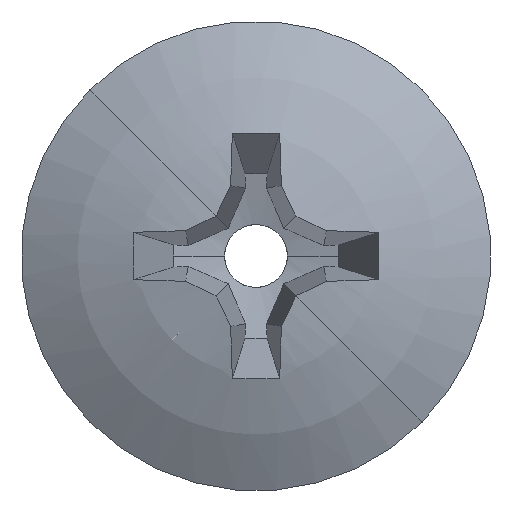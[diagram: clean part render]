
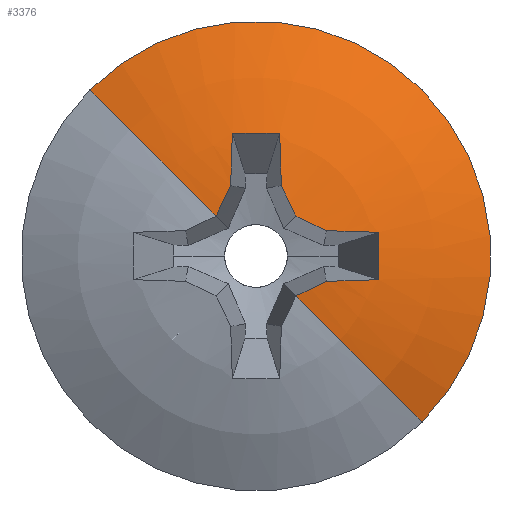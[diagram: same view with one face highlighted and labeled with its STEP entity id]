
A CAD part, left-side view. The second image highlights one B-rep face of the part: STEP entity #3376.
In plain terms, the highlighted spherical face has radius 7.673 mm.
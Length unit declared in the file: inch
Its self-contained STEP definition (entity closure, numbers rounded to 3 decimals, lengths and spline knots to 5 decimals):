
#1231=CARTESIAN_POINT('',(0.1921,0.,0.));
#1232=DIRECTION('',(0.,0.,-1.));
#1233=DIRECTION('',(-0.854,-0.52,0.));
#1234=AXIS2_PLACEMENT_3D('',#1231,#1232,#1233);
#1241=CARTESIAN_POINT('',(0.1921,0.,0.));
#1242=DIRECTION('',(0.,0.,1.));
#1243=DIRECTION('',(-0.854,0.52,0.));
#1244=AXIS2_PLACEMENT_3D('',#1241,#1242,#1243);
#1373=CARTESIAN_POINT('',(-0.10583,-0.04524,
0.02135));
#1374=CARTESIAN_POINT('',(-0.10594,-0.04492,
0.02043));
#1375=CARTESIAN_POINT('',(-0.10616,-0.04429,
0.01861));
#1376=CARTESIAN_POINT('',(-0.10645,-0.04335,
0.0159));
#1377=CARTESIAN_POINT('',(-0.10672,-0.04241,
0.01321));
#1378=CARTESIAN_POINT('',(-0.10696,-0.04148,
0.01055));
#1379=CARTESIAN_POINT('',(-0.10717,-0.04055,
0.00791));
#1380=CARTESIAN_POINT('',(-0.10735,-0.03962,
0.00528));
#1381=CARTESIAN_POINT('',(-0.10751,-0.03869,
0.00264));
#1382=CARTESIAN_POINT('',(-0.10759,-0.03806,
0.00088));
#1383=CARTESIAN_POINT('',(-0.10763,-0.03774,0.));
#1385=CARTESIAN_POINT('',(0.18835,0.01828,
0.01828));
#1386=DIRECTION('',(-0.144,0.7,0.7));
#1387=DIRECTION('',(-0.977,-0.211,0.01));
#1388=AXIS2_PLACEMENT_3D('',#1385,#1386,#1387);
#1390=CARTESIAN_POINT('',(0.17131,0.03137,
-0.03137));
#1391=DIRECTION('',(-0.424,0.64,-0.64));
#1392=DIRECTION('',(-0.904,-0.337,0.262));
#1393=AXIS2_PLACEMENT_3D('',#1390,#1391,#1392);
#1395=CARTESIAN_POINT('',(0.18835,-0.01828,
-0.01828));
#1396=DIRECTION('',(0.144,0.7,0.7));
#1397=DIRECTION('',(-0.977,-0.01,0.211));
#1398=AXIS2_PLACEMENT_3D('',#1395,#1396,#1397);
#1400=CARTESIAN_POINT('',(-0.10763,0.,0.03774));
#1401=CARTESIAN_POINT('',(-0.10753,-0.00231,
0.03857));
#1402=CARTESIAN_POINT('',(-0.10726,-0.00693,
0.04021));
#1403=CARTESIAN_POINT('',(-0.1067,-0.01367,
0.04258));
#1404=CARTESIAN_POINT('',(-0.10616,-0.01872,
0.04433));
#1405=CARTESIAN_POINT('',(-0.10583,-0.02135,
0.04524));
#1407=CARTESIAN_POINT('',(-0.10583,0.02135,
0.04524));
#1408=CARTESIAN_POINT('',(-0.10616,0.0187,
0.04433));
#1409=CARTESIAN_POINT('',(-0.10671,0.01363,
0.04256));
#1410=CARTESIAN_POINT('',(-0.10726,0.00687,
0.04019));
#1411=CARTESIAN_POINT('',(-0.10753,0.00229,
0.03856));
#1412=CARTESIAN_POINT('',(-0.10763,0.,0.03774));
#1414=CARTESIAN_POINT('',(0.18835,0.01828,
-0.01828));
#1415=DIRECTION('',(0.144,-0.7,0.7));
#1416=DIRECTION('',(-0.952,0.095,0.29));
#1417=AXIS2_PLACEMENT_3D('',#1414,#1415,#1416);
#1419=CARTESIAN_POINT('',(0.17131,-0.03137,
-0.03137));
#1420=DIRECTION('',(0.424,0.64,0.64));
#1421=DIRECTION('',(-0.904,0.337,0.262));
#1422=AXIS2_PLACEMENT_3D('',#1419,#1420,#1421);
#1424=CARTESIAN_POINT('',(0.18835,-0.01828,
0.01828));
#1425=DIRECTION('',(0.144,0.7,-0.7));
#1426=DIRECTION('',(-0.977,0.211,0.01));
#1427=AXIS2_PLACEMENT_3D('',#1424,#1425,#1426);
#1429=CARTESIAN_POINT('',(-0.10763,0.03774,0.));
#1430=CARTESIAN_POINT('',(-0.10759,0.03806,
0.00088));
#1431=CARTESIAN_POINT('',(-0.10751,0.03869,
0.00264));
#1432=CARTESIAN_POINT('',(-0.10735,0.03963,
0.00529));
#1433=CARTESIAN_POINT('',(-0.10716,0.04056,
0.00794));
#1434=CARTESIAN_POINT('',(-0.10695,0.04149,
0.01059));
#1435=CARTESIAN_POINT('',(-0.10672,0.04242,
0.01323));
#1436=CARTESIAN_POINT('',(-0.10646,0.04335,
0.01588));
#1437=CARTESIAN_POINT('',(-0.10616,0.04428,
0.01858));
#1438=CARTESIAN_POINT('',(-0.10594,0.04492,
0.02042));
#1439=CARTESIAN_POINT('',(-0.10583,0.04524,
0.02135));
#1441=CARTESIAN_POINT('',(-0.066,0.,0.));
#1442=DIRECTION('',(1.,0.,0.));
#1443=DIRECTION('',(0.,1.,0.));
#1444=AXIS2_PLACEMENT_3D('',#1441,#1442,#1443);
#1666=CARTESIAN_POINT('',(-0.066,0.157,0.));
#1668=VERTEX_POINT('',#1666);
#1670=CARTESIAN_POINT('',(-0.066,-0.157,0.));
#1672=VERTEX_POINT('',#1670);
#1698=VERTEX_POINT('',#1373);
#1699=VERTEX_POINT('',#1383);
#1700=CARTESIAN_POINT('',(-0.09823,-0.06914,
0.04681));
#1701=VERTEX_POINT('',#1700);
#1702=CARTESIAN_POINT('',(-0.09823,-0.04681,
0.06914));
#1703=VERTEX_POINT('',#1702);
#1704=CARTESIAN_POINT('',(-0.10583,-0.02135,
0.04524));
#1705=VERTEX_POINT('',#1704);
#1706=VERTEX_POINT('',#1400);
#1707=VERTEX_POINT('',#1407);
#1708=CARTESIAN_POINT('',(-0.09823,0.04681,
0.06914));
#1709=VERTEX_POINT('',#1708);
#1710=CARTESIAN_POINT('',(-0.09823,0.06914,
0.04681));
#1711=VERTEX_POINT('',#1710);
#1712=CARTESIAN_POINT('',(-0.10583,0.04524,
0.02135));
#1713=VERTEX_POINT('',#1712);
#1714=VERTEX_POINT('',#1429);
#3347=CARTESIAN_POINT('',(0.1921,0.,0.));
#3348=DIRECTION('',(1.,0.,0.));
#3349=DIRECTION('',(0.,-1.,0.));
#3350=AXIS2_PLACEMENT_3D('',#3347,#3348,#3349);
#3351=SPHERICAL_SURFACE('',#3350,0.3021);
#3353=ORIENTED_EDGE('',*,*,#3352,.F.);
#3355=ORIENTED_EDGE('',*,*,#3354,.T.);
#3357=ORIENTED_EDGE('',*,*,#3356,.T.);
#3359=ORIENTED_EDGE('',*,*,#3358,.F.);
#3361=ORIENTED_EDGE('',*,*,#3360,.F.);
#3363=ORIENTED_EDGE('',*,*,#3362,.F.);
#3365=ORIENTED_EDGE('',*,*,#3364,.F.);
#3367=ORIENTED_EDGE('',*,*,#3366,.F.);
#3369=ORIENTED_EDGE('',*,*,#3368,.F.);
#3370=ORIENTED_EDGE('',*,*,#3340,.F.);
#3371=ORIENTED_EDGE('',*,*,#3142,.F.);
#3372=ORIENTED_EDGE('',*,*,#3102,.T.);
#3373=ORIENTED_EDGE('',*,*,#3139,.T.);
#3374=EDGE_LOOP('',(#3353,#3355,#3357,#3359,#3361,#3363,#3365,#3367,#3369,#3370,
#3371,#3372,#3373));
#3375=FACE_OUTER_BOUND('',#3374,.F.);
#1235=CIRCLE('',#1234,0.3021);
#1245=CIRCLE('',#1244,0.3021);
#1384=B_SPLINE_CURVE_WITH_KNOTS('',3,(#1373,#1374,#1375,#1376,#1377,#1378,#1379,
#1380,#1381,#1382,#1383),.UNSPECIFIED.,.F.,.F.,(4,1,1,1,1,1,1,1,4),(0.,
0.125,0.25,0.375,0.5,0.625,0.75,0.875,1.),.UNSPECIFIED.);
#1389=CIRCLE('',#1388,0.30097);
#1394=CIRCLE('',#1393,0.2981);
#1399=CIRCLE('',#1398,0.30097);
#1406=B_SPLINE_CURVE_WITH_KNOTS('',3,(#1400,#1401,#1402,#1403,#1404,#1405),
.UNSPECIFIED.,.F.,.F.,(4,1,1,4),(0.,0.33333,0.66667,1.),
.UNSPECIFIED.);
#1413=B_SPLINE_CURVE_WITH_KNOTS('',3,(#1407,#1408,#1409,#1410,#1411,#1412),
.UNSPECIFIED.,.F.,.F.,(4,1,1,4),(0.,0.33333,0.66667,1.),
.UNSPECIFIED.);
#1418=CIRCLE('',#1417,0.30097);
#1423=CIRCLE('',#1422,0.2981);
#1428=CIRCLE('',#1427,0.30097);
#1440=B_SPLINE_CURVE_WITH_KNOTS('',3,(#1429,#1430,#1431,#1432,#1433,#1434,#1435,
#1436,#1437,#1438,#1439),.UNSPECIFIED.,.F.,.F.,(4,1,1,1,1,1,1,1,4),(0.,
0.125,0.25,0.375,0.5,0.625,0.75,0.875,1.),.UNSPECIFIED.);
#1445=CIRCLE('',#1444,0.157);
#3102=EDGE_CURVE('',#1668,#1672,#1445,.T.);
#3139=EDGE_CURVE('',#1672,#1699,#1235,.T.);
#3142=EDGE_CURVE('',#1668,#1714,#1245,.T.);
#3340=EDGE_CURVE('',#1714,#1713,#1440,.T.);
#3352=EDGE_CURVE('',#1698,#1699,#1384,.T.);
#3354=EDGE_CURVE('',#1698,#1701,#1389,.T.);
#3356=EDGE_CURVE('',#1701,#1703,#1394,.T.);
#3358=EDGE_CURVE('',#1705,#1703,#1399,.T.);
#3360=EDGE_CURVE('',#1706,#1705,#1406,.T.);
#3362=EDGE_CURVE('',#1707,#1706,#1413,.T.);
#3364=EDGE_CURVE('',#1709,#1707,#1418,.T.);
#3366=EDGE_CURVE('',#1711,#1709,#1423,.T.);
#3368=EDGE_CURVE('',#1713,#1711,#1428,.T.);
#3376=ADVANCED_FACE('',(#3375),#3351,.T.);
